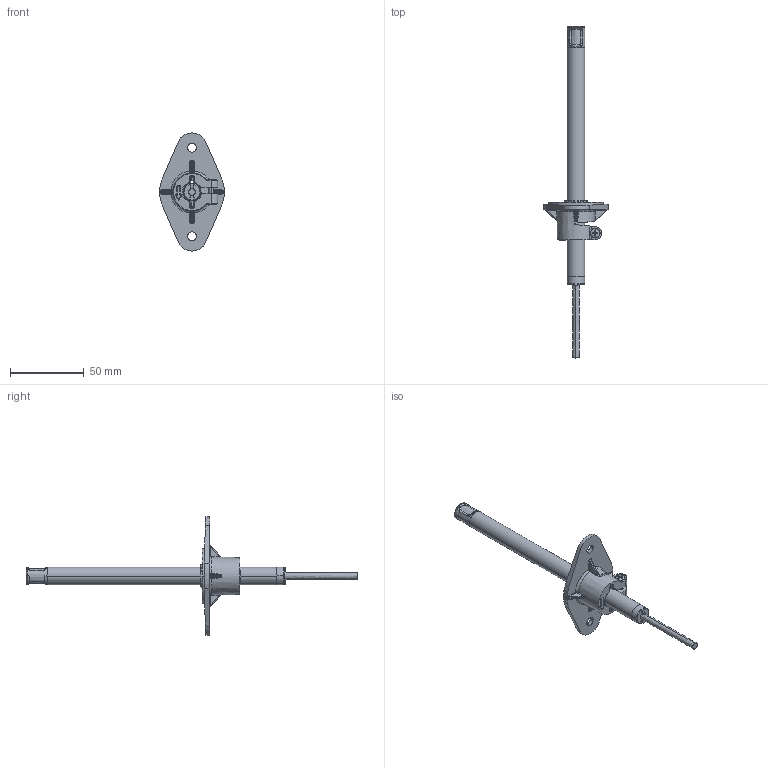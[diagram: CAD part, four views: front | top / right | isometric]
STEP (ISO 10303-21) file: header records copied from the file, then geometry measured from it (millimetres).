
FILE_DESCRIPTION(('eMachineShop Model'),'2;1');
FILE_NAME('LW9_Fuehler_1716639259.214.step', '2023-10-04T08:30:56',('eMachineShop'),('eMachineShop'), 'eMachineShop','eMachineShop','Unknown');
FILE_SCHEMA(('AUTOMOTIVE_DESIGN { 1 0 10303 214 1 1 1 1 }'));
Length unit declared in the file: millimetre
Products named in the file (379): eMachineShop; eMachineShop.1; eMachineShop.1.1; eMachineShop.1.2; eMachineShop.1.3; eMachineShop.1.4; eMachineShop.1.5; eMachineShop.1.6; eMachineShop.1.7; eMachineShop.1.8; eMachineShop.1.9; eMachineShop.1.10; eMachineShop.1.11; eMachineShop.1.12; eMachineShop.1.13; eMachineShop.1.14; eMachineShop.1.15; eMachineShop.1.16; eMachineShop.1.17; eMachineShop.1.18; eMachineShop.1.19; eMachineShop.1.20; eMachineShop.1.21; eMachineShop.1.22; eMachineShop.1.23; eMachineShop.1.24; eMachineShop.1.25; eMachineShop.1.26; eMachineShop.1.27; eMachineShop.1.28; eMachineShop.1.29; eMachineShop.1.30; eMachineShop.1.31; eMachineShop.1.32; eMachineShop.1.33; eMachineShop.1.34; eMachineShop.1.35; eMachineShop.1.36; eMachineShop.1.37; eMachineShop.1.38 ...
Assembly tree (660 placements, depth 4):
  eMachineShop
    eMachineShop.1
      eMachineShop.1.1
      eMachineShop.1.2
      eMachineShop.1.3
      eMachineShop.1.4
      eMachineShop.1.5
      eMachineShop.1.6
      eMachineShop.1.7
      eMachineShop.1.8
      eMachineShop.1.9
      eMachineShop.1.10
      eMachineShop.1.11
      eMachineShop.1.12
      eMachineShop.1.13
      eMachineShop.1.14
      eMachineShop.1.15
      eMachineShop.1.16
      eMachineShop.1.17
      eMachineShop.1.18
      eMachineShop.1.19
      eMachineShop.1.20
      eMachineShop.1.21
      eMachineShop.1.22
      eMachineShop.1.23
      eMachineShop.1.24
      eMachineShop.1.25
      eMachineShop.1.26
      eMachineShop.1.27
      eMachineShop.1.28
      eMachineShop.1.29
      eMachineShop.1.30
      eMachineShop.1.31
      eMachineShop.1.32
      eMachineShop.1.33
      eMachineShop.1.34
      eMachineShop.1.35
      eMachineShop.1.36
      eMachineShop.1.37
      eMachineShop.1.38
      eMachineShop.1.39
      eMachineShop.1.40
      eMachineShop.1.41
      eMachineShop.1.42
      eMachineShop.1.43
      eMachineShop.1.44
      eMachineShop.1.45
      eMachineShop.1.46
      eMachineShop.1.47
      eMachineShop.1.48
      eMachineShop.1.49
      eMachineShop.1.50
      eMachineShop.1.51
      eMachineShop.1.52
      eMachineShop.1.53
      eMachineShop.1.54
      eMachineShop.1.55
      eMachineShop.1.56
      eMachineShop.1.57
      eMachineShop.1.58
Bounding box: 43.85 x 224.7 x 80 mm (x, y, z)
Surface area: 39403.2 mm2 (no closed solid volume)
Topology: 0 solids, 654 shells, 654 faces, 3231 edges, 3222 vertices
Faces by surface type: bspline 352, revolution 302
Entity records: 57990 total; most frequent: CARTESIAN_POINT 27396, DIRECTION 4333, ORIENTED_EDGE 1824, EDGE_CURVE 1824, VERTEX_POINT 1824, SURFACE_CURVE 1824, PCURVE 1824, DEFINITIONAL_REPRESENTATION 1824
